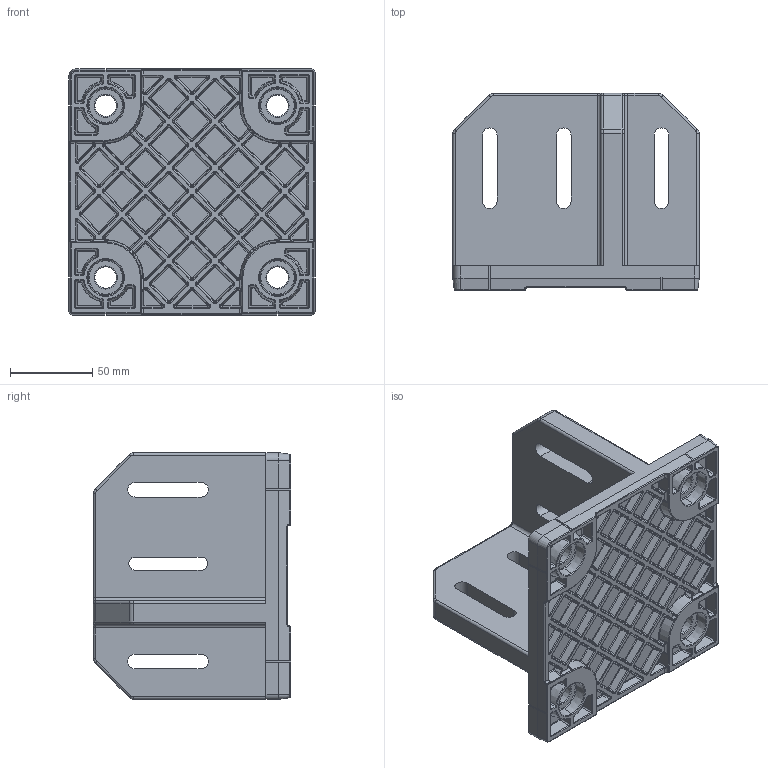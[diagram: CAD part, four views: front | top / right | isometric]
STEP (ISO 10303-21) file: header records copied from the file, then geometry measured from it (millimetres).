
FILE_DESCRIPTION(('STEP AP214'),'1');
FILE_NAME('fath_098g4590x150a.stp','2017-04-24T19:00:39',('TraceParts'),('TraceParts S.A.'),'Spatial InterOp 3D',' ',' ');
FILE_SCHEMA(('automotive_design'));
Length unit declared in the file: millimetre
Products named in the file (1): fath_098g4590x150a
Bounding box: 150 x 120 x 150 mm (x, y, z)
Volume: 610196.2 mm3; surface area: 133869.5 mm2
Topology: 1 solids, 1 shells, 2252 faces, 5245 edges, 2999 vertices
Faces by surface type: cylinder 878, bspline 852, plane 368, torus 101, cone 44, sphere 9
Entity records: 89620 total; most frequent: CARTESIAN_POINT 28117, ORIENTED_EDGE 10410, DIRECTION 7915, EDGE_CURVE 5205, AXIS2_PLACEMENT_3D 3047, VERTEX_POINT 2999, EDGE_LOOP 2316, STYLED_ITEM 2253
